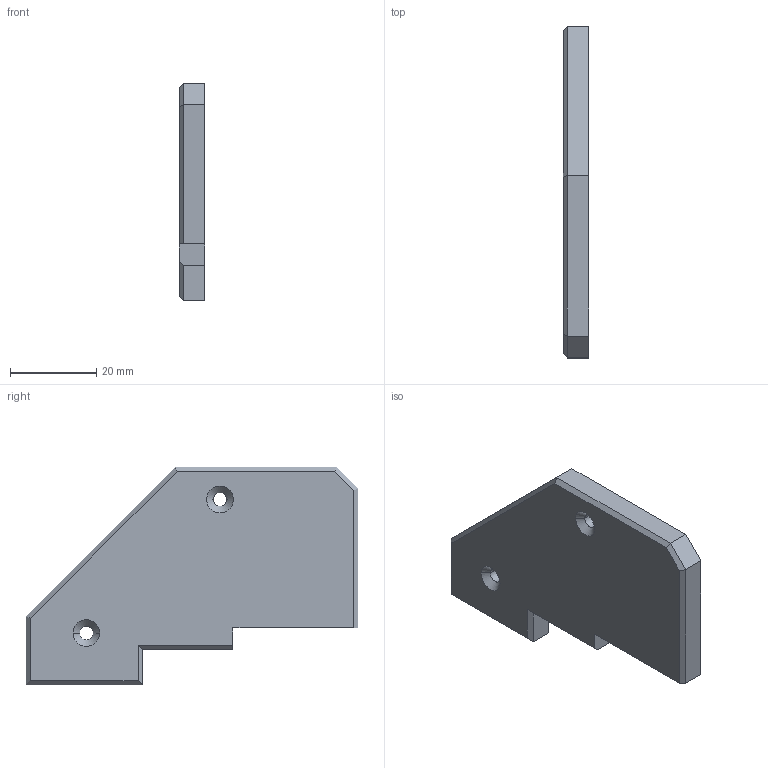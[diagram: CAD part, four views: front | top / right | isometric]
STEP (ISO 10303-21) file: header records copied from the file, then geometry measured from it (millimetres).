
FILE_DESCRIPTION(('FreeCAD Model'),'2;1');
FILE_NAME('1_black_up_hinge_right_cover.stp','2021-01-19T21:39:51',('Author') ,(''),'Open CASCADE STEP processor 7.3','FreeCAD','Unknown');
FILE_SCHEMA(('AUTOMOTIVE_DESIGN { 1 0 10303 214 1 1 1 1 }'));
Length unit declared in the file: millimetre
Products named in the file (1): black_R_hinge_cover
Bounding box: 6 x 77 x 50.5 mm (x, y, z)
Volume: 16095.5 mm3; surface area: 6789.2 mm2
Topology: 1 solids, 1 shells, 28 faces, 67 edges, 41 vertices
Faces by surface type: bspline 20, revolution 8
Entity records: 1801 total; most frequent: CARTESIAN_POINT 689, ORIENTED_EDGE 134, PCURVE 134, DEFINITIONAL_REPRESENTATION 134, B_SPLINE_CURVE_WITH_KNOTS 134, DIRECTION 97, EDGE_CURVE 67, SURFACE_CURVE 67
